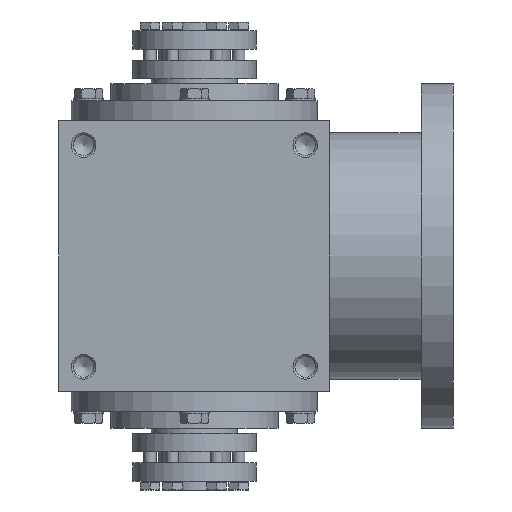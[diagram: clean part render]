
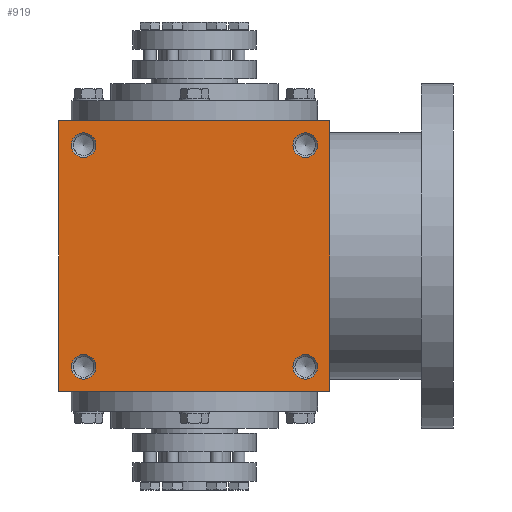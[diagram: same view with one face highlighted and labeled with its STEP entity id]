
A CAD part, front view. The second image highlights one B-rep face of the part: STEP entity #919.
In plain terms, the highlighted planar face has unit normal (0, -1, 0).
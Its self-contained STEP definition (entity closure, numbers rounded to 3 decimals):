
#919 = ADVANCED_FACE( '', ( #1955, #1956, #1957, #1958, #1959 ), #1960, .F. );
#1955 = FACE_BOUND( '', #2993, .T. );
#1956 = FACE_BOUND( '', #2994, .T. );
#1957 = FACE_BOUND( '', #2995, .T. );
#1958 = FACE_BOUND( '', #2996, .T. );
#1959 = FACE_OUTER_BOUND( '', #2997, .T. );
#1960 = PLANE( '', #2998 );
#2993 = EDGE_LOOP( '', ( #4934 ) );
#2994 = EDGE_LOOP( '', ( #4935 ) );
#2995 = EDGE_LOOP( '', ( #4936 ) );
#2996 = EDGE_LOOP( '', ( #4937 ) );
#2997 = EDGE_LOOP( '', ( #4938, #4939, #4940, #4941 ) );
#2998 = AXIS2_PLACEMENT_3D( '', #4942, #4943, #4944 );
#4934 = ORIENTED_EDGE( '', *, *, #5728, .T. );
#4935 = ORIENTED_EDGE( '', *, *, #5402, .T. );
#4936 = ORIENTED_EDGE( '', *, *, #5716, .F. );
#4937 = ORIENTED_EDGE( '', *, *, #5673, .F. );
#4938 = ORIENTED_EDGE( '', *, *, #5795, .T. );
#4939 = ORIENTED_EDGE( '', *, *, #5875, .F. );
#4940 = ORIENTED_EDGE( '', *, *, #5660, .F. );
#4941 = ORIENTED_EDGE( '', *, *, #5823, .T. );
#4942 = CARTESIAN_POINT( '', ( -55., -55., 55. ) );
#4943 = DIRECTION( '', ( 0., 1., 0. ) );
#4944 = DIRECTION( '', ( 0., 0., 1. ) );
#5402 = EDGE_CURVE( '', #6322, #6322, #6323, .T. );
#5660 = EDGE_CURVE( '', #6704, #6706, #6707, .T. );
#5673 = EDGE_CURVE( '', #6723, #6723, #6724, .T. );
#5716 = EDGE_CURVE( '', #6780, #6780, #6781, .T. );
#5728 = EDGE_CURVE( '', #6797, #6797, #6798, .T. );
#5795 = EDGE_CURVE( '', #6883, #6885, #6887, .T. );
#5823 = EDGE_CURVE( '', #6704, #6883, #6923, .T. );
#5875 = EDGE_CURVE( '', #6706, #6885, #6986, .T. );
#6322 = VERTEX_POINT( '', #7582 );
#6323 = CIRCLE( '', #7583, 5. );
#6704 = VERTEX_POINT( '', #8156 );
#6706 = VERTEX_POINT( '', #8159 );
#6707 = LINE( '', #8160, #8161 );
#6723 = VERTEX_POINT( '', #8187 );
#6724 = CIRCLE( '', #8188, 5. );
#6780 = VERTEX_POINT( '', #8256 );
#6781 = CIRCLE( '', #8257, 5. );
#6797 = VERTEX_POINT( '', #8273 );
#6798 = CIRCLE( '', #8274, 5. );
#6883 = VERTEX_POINT( '', #8387 );
#6885 = VERTEX_POINT( '', #8390 );
#6887 = LINE( '', #8393, #8394 );
#6923 = LINE( '', #8446, #8447 );
#6986 = LINE( '', #8547, #8548 );
#7582 = CARTESIAN_POINT( '', ( -45., -55., 50. ) );
#7583 = AXIS2_PLACEMENT_3D( '', #9015, #9016, #9017 );
#8156 = CARTESIAN_POINT( '', ( -55., -55., 55. ) );
#8159 = CARTESIAN_POINT( '', ( 55., -55., 55. ) );
#8160 = CARTESIAN_POINT( '', ( -55., -55., 55. ) );
#8161 = VECTOR( '', #9365, 1000. );
#8187 = CARTESIAN_POINT( '', ( 45., -55., 40. ) );
#8188 = AXIS2_PLACEMENT_3D( '', #9374, #9375, #9376 );
#8256 = CARTESIAN_POINT( '', ( 45., -55., -50. ) );
#8257 = AXIS2_PLACEMENT_3D( '', #9435, #9436, #9437 );
#8273 = CARTESIAN_POINT( '', ( -45., -55., -40. ) );
#8274 = AXIS2_PLACEMENT_3D( '', #9456, #9457, #9458 );
#8387 = CARTESIAN_POINT( '', ( -55., -55., -55. ) );
#8390 = CARTESIAN_POINT( '', ( 55., -55., -55. ) );
#8393 = CARTESIAN_POINT( '', ( -55., -55., -55. ) );
#8394 = VECTOR( '', #9533, 1000. );
#8446 = CARTESIAN_POINT( '', ( -55., -55., 55. ) );
#8447 = VECTOR( '', #9565, 1000. );
#8547 = CARTESIAN_POINT( '', ( 55., -55., 55. ) );
#8548 = VECTOR( '', #9611, 1000. );
#9015 = CARTESIAN_POINT( '', ( -45., -55., 45. ) );
#9016 = DIRECTION( '', ( 0., 1., 0. ) );
#9017 = DIRECTION( '', ( 0., 0., 1. ) );
#9365 = DIRECTION( '', ( 1., 0., 0. ) );
#9374 = CARTESIAN_POINT( '', ( 45., -55., 45. ) );
#9375 = DIRECTION( '', ( 0., -1., 0. ) );
#9376 = DIRECTION( '', ( 0., 0., -1. ) );
#9435 = CARTESIAN_POINT( '', ( 45., -55., -45. ) );
#9436 = DIRECTION( '', ( 0., -1., 0. ) );
#9437 = DIRECTION( '', ( 0., 0., -1. ) );
#9456 = CARTESIAN_POINT( '', ( -45., -55., -45. ) );
#9457 = DIRECTION( '', ( 0., 1., 0. ) );
#9458 = DIRECTION( '', ( 0., 0., 1. ) );
#9533 = DIRECTION( '', ( 1., 0., 0. ) );
#9565 = DIRECTION( '', ( 0., 0., -1. ) );
#9611 = DIRECTION( '', ( 0., 0., -1. ) );
